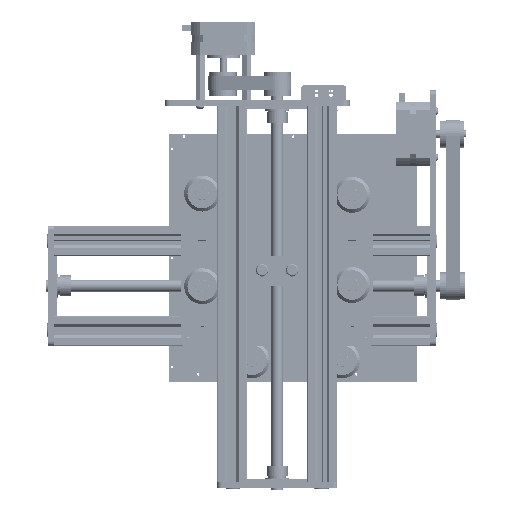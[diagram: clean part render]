
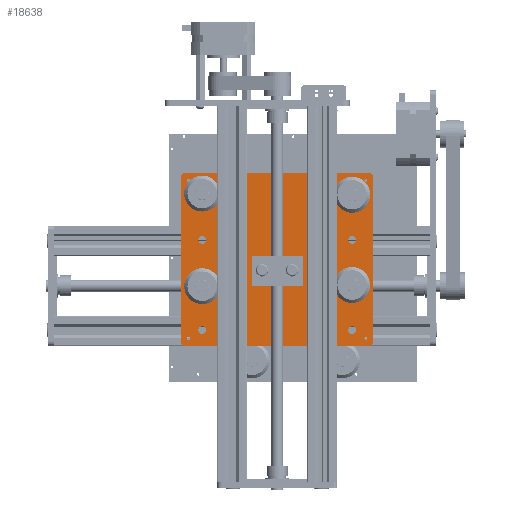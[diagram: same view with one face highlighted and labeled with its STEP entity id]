
A CAD part, front view. The second image highlights one B-rep face of the part: STEP entity #18638.
In plain terms, the highlighted planar face has unit normal (0, -1, 0).
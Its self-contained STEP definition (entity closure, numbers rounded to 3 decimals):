
#1886=FACE_BOUND('',#4506,.T.);
#1887=FACE_BOUND('',#4507,.T.);
#1888=FACE_BOUND('',#4508,.T.);
#1889=FACE_BOUND('',#4509,.T.);
#1890=FACE_BOUND('',#4510,.T.);
#1891=FACE_BOUND('',#4511,.T.);
#1892=FACE_BOUND('',#4512,.T.);
#1893=FACE_BOUND('',#4513,.T.);
#1894=FACE_BOUND('',#4514,.T.);
#1895=FACE_BOUND('',#4515,.T.);
#1896=FACE_BOUND('',#4516,.T.);
#1897=FACE_BOUND('',#4517,.T.);
#1898=FACE_BOUND('',#4518,.T.);
#1899=FACE_BOUND('',#4519,.T.);
#2427=CIRCLE('',#20619,3.);
#2446=CIRCLE('',#20641,3.);
#2447=CIRCLE('',#20643,3.);
#2448=CIRCLE('',#20646,3.);
#2449=CIRCLE('',#20648,2.6);
#2450=CIRCLE('',#20650,2.6);
#2451=CIRCLE('',#20652,3.55);
#2452=CIRCLE('',#20654,3.55);
#2453=CIRCLE('',#20656,2.6);
#2454=CIRCLE('',#20658,2.6);
#2455=CIRCLE('',#20660,2.6);
#2456=CIRCLE('',#20662,2.6);
#2457=CIRCLE('',#20664,2.6);
#2458=CIRCLE('',#20666,2.6);
#2459=CIRCLE('',#20668,1.);
#2460=CIRCLE('',#20670,1.);
#2461=CIRCLE('',#20672,1.);
#2462=CIRCLE('',#20674,1.);
#3307=FACE_OUTER_BOUND('',#4505,.T.);
#4505=EDGE_LOOP('',(#15351,#15352,#15353,#15354,#15355,#15356,#15357,#15358));
#4506=EDGE_LOOP('',(#15359));
#4507=EDGE_LOOP('',(#15360));
#4508=EDGE_LOOP('',(#15361));
#4509=EDGE_LOOP('',(#15362));
#4510=EDGE_LOOP('',(#15363));
#4511=EDGE_LOOP('',(#15364));
#4512=EDGE_LOOP('',(#15365));
#4513=EDGE_LOOP('',(#15366));
#4514=EDGE_LOOP('',(#15367));
#4515=EDGE_LOOP('',(#15368));
#4516=EDGE_LOOP('',(#15369));
#4517=EDGE_LOOP('',(#15370));
#4518=EDGE_LOOP('',(#15371));
#4519=EDGE_LOOP('',(#15372));
#5949=LINE('',#35446,#7474);
#5955=LINE('',#35461,#7480);
#5971=LINE('',#35523,#7496);
#5972=LINE('',#35525,#7497);
#7474=VECTOR('',#24498,10.);
#7480=VECTOR('',#24514,10.);
#7496=VECTOR('',#24592,10.);
#7497=VECTOR('',#24595,10.);
#9074=VERTEX_POINT('',#35394);
#9075=VERTEX_POINT('',#35395);
#9098=VERTEX_POINT('',#35445);
#9099=VERTEX_POINT('',#35449);
#9100=VERTEX_POINT('',#35453);
#9101=VERTEX_POINT('',#35454);
#9102=VERTEX_POINT('',#35459);
#9103=VERTEX_POINT('',#35463);
#9104=VERTEX_POINT('',#35467);
#9105=VERTEX_POINT('',#35471);
#9106=VERTEX_POINT('',#35475);
#9107=VERTEX_POINT('',#35479);
#9108=VERTEX_POINT('',#35483);
#9109=VERTEX_POINT('',#35487);
#9110=VERTEX_POINT('',#35491);
#9111=VERTEX_POINT('',#35495);
#9112=VERTEX_POINT('',#35499);
#9113=VERTEX_POINT('',#35503);
#9114=VERTEX_POINT('',#35507);
#9115=VERTEX_POINT('',#35511);
#9116=VERTEX_POINT('',#35515);
#9117=VERTEX_POINT('',#35519);
#11252=EDGE_CURVE('',#9074,#9075,#2427,.T.);
#11277=EDGE_CURVE('',#9098,#9075,#5949,.T.);
#11279=EDGE_CURVE('',#9098,#9099,#2446,.T.);
#11281=EDGE_CURVE('',#9100,#9101,#2447,.T.);
#11285=EDGE_CURVE('',#9100,#9102,#5955,.T.);
#11286=EDGE_CURVE('',#9103,#9102,#2448,.T.);
#11288=EDGE_CURVE('',#9104,#9104,#2449,.T.);
#11290=EDGE_CURVE('',#9105,#9105,#2450,.T.);
#11292=EDGE_CURVE('',#9106,#9106,#2451,.T.);
#11294=EDGE_CURVE('',#9107,#9107,#2452,.T.);
#11296=EDGE_CURVE('',#9108,#9108,#2453,.T.);
#11298=EDGE_CURVE('',#9109,#9109,#2454,.T.);
#11300=EDGE_CURVE('',#9110,#9110,#2455,.T.);
#11302=EDGE_CURVE('',#9111,#9111,#2456,.T.);
#11304=EDGE_CURVE('',#9112,#9112,#2457,.T.);
#11306=EDGE_CURVE('',#9113,#9113,#2458,.T.);
#11308=EDGE_CURVE('',#9114,#9114,#2459,.T.);
#11310=EDGE_CURVE('',#9115,#9115,#2460,.T.);
#11312=EDGE_CURVE('',#9116,#9116,#2461,.T.);
#11314=EDGE_CURVE('',#9117,#9117,#2462,.T.);
#11316=EDGE_CURVE('',#9074,#9101,#5971,.T.);
#11317=EDGE_CURVE('',#9103,#9099,#5972,.T.);
#15351=ORIENTED_EDGE('',*,*,#11252,.F.);
#15352=ORIENTED_EDGE('',*,*,#11316,.T.);
#15353=ORIENTED_EDGE('',*,*,#11281,.F.);
#15354=ORIENTED_EDGE('',*,*,#11285,.T.);
#15355=ORIENTED_EDGE('',*,*,#11286,.F.);
#15356=ORIENTED_EDGE('',*,*,#11317,.T.);
#15357=ORIENTED_EDGE('',*,*,#11279,.F.);
#15358=ORIENTED_EDGE('',*,*,#11277,.T.);
#15359=ORIENTED_EDGE('',*,*,#11314,.T.);
#15360=ORIENTED_EDGE('',*,*,#11312,.T.);
#15361=ORIENTED_EDGE('',*,*,#11310,.T.);
#15362=ORIENTED_EDGE('',*,*,#11308,.T.);
#15363=ORIENTED_EDGE('',*,*,#11306,.T.);
#15364=ORIENTED_EDGE('',*,*,#11304,.T.);
#15365=ORIENTED_EDGE('',*,*,#11302,.T.);
#15366=ORIENTED_EDGE('',*,*,#11300,.T.);
#15367=ORIENTED_EDGE('',*,*,#11298,.T.);
#15368=ORIENTED_EDGE('',*,*,#11296,.T.);
#15369=ORIENTED_EDGE('',*,*,#11294,.T.);
#15370=ORIENTED_EDGE('',*,*,#11292,.T.);
#15371=ORIENTED_EDGE('',*,*,#11290,.T.);
#15372=ORIENTED_EDGE('',*,*,#11288,.T.);
#17843=PLANE('',#20677);
#18638=ADVANCED_FACE('',(#3307,#1886,#1887,#1888,#1889,#1890,#1891,#1892,
#1893,#1894,#1895,#1896,#1897,#1898,#1899),#17843,.F.);
#20619=AXIS2_PLACEMENT_3D('',#35396,#24450,#24451);
#20641=AXIS2_PLACEMENT_3D('',#35450,#24502,#24503);
#20643=AXIS2_PLACEMENT_3D('',#35455,#24507,#24508);
#20646=AXIS2_PLACEMENT_3D('',#35464,#24517,#24518);
#20648=AXIS2_PLACEMENT_3D('',#35468,#24522,#24523);
#20650=AXIS2_PLACEMENT_3D('',#35472,#24527,#24528);
#20652=AXIS2_PLACEMENT_3D('',#35476,#24532,#24533);
#20654=AXIS2_PLACEMENT_3D('',#35480,#24537,#24538);
#20656=AXIS2_PLACEMENT_3D('',#35484,#24542,#24543);
#20658=AXIS2_PLACEMENT_3D('',#35488,#24547,#24548);
#20660=AXIS2_PLACEMENT_3D('',#35492,#24552,#24553);
#20662=AXIS2_PLACEMENT_3D('',#35496,#24557,#24558);
#20664=AXIS2_PLACEMENT_3D('',#35500,#24562,#24563);
#20666=AXIS2_PLACEMENT_3D('',#35504,#24567,#24568);
#20668=AXIS2_PLACEMENT_3D('',#35508,#24572,#24573);
#20670=AXIS2_PLACEMENT_3D('',#35512,#24577,#24578);
#20672=AXIS2_PLACEMENT_3D('',#35516,#24582,#24583);
#20674=AXIS2_PLACEMENT_3D('',#35520,#24587,#24588);
#20677=AXIS2_PLACEMENT_3D('',#35526,#24596,#24597);
#24450=DIRECTION('center_axis',(0.,1.,0.));
#24451=DIRECTION('ref_axis',(0.707,0.,-0.707));
#24498=DIRECTION('',(1.,0.,0.));
#24502=DIRECTION('center_axis',(0.,1.,0.));
#24503=DIRECTION('ref_axis',(-0.707,0.,-0.707));
#24507=DIRECTION('center_axis',(0.,1.,0.));
#24508=DIRECTION('ref_axis',(0.707,0.,0.707));
#24514=DIRECTION('',(-1.,0.,0.));
#24517=DIRECTION('center_axis',(0.,1.,0.));
#24518=DIRECTION('ref_axis',(-0.707,0.,0.707));
#24522=DIRECTION('center_axis',(0.,1.,0.));
#24523=DIRECTION('ref_axis',(1.,0.,0.));
#24527=DIRECTION('center_axis',(0.,1.,0.));
#24528=DIRECTION('ref_axis',(1.,0.,0.));
#24532=DIRECTION('center_axis',(0.,1.,0.));
#24533=DIRECTION('ref_axis',(1.,0.,0.));
#24537=DIRECTION('center_axis',(0.,1.,0.));
#24538=DIRECTION('ref_axis',(1.,0.,0.));
#24542=DIRECTION('center_axis',(0.,1.,0.));
#24543=DIRECTION('ref_axis',(1.,0.,0.));
#24547=DIRECTION('center_axis',(0.,1.,0.));
#24548=DIRECTION('ref_axis',(1.,0.,0.));
#24552=DIRECTION('center_axis',(0.,1.,0.));
#24553=DIRECTION('ref_axis',(1.,0.,0.));
#24557=DIRECTION('center_axis',(0.,1.,0.));
#24558=DIRECTION('ref_axis',(1.,0.,0.));
#24562=DIRECTION('center_axis',(0.,1.,0.));
#24563=DIRECTION('ref_axis',(1.,0.,0.));
#24567=DIRECTION('center_axis',(0.,1.,0.));
#24568=DIRECTION('ref_axis',(1.,0.,0.));
#24572=DIRECTION('center_axis',(0.,1.,0.));
#24573=DIRECTION('ref_axis',(1.,0.,0.));
#24577=DIRECTION('center_axis',(0.,1.,0.));
#24578=DIRECTION('ref_axis',(1.,0.,0.));
#24582=DIRECTION('center_axis',(0.,1.,0.));
#24583=DIRECTION('ref_axis',(1.,0.,0.));
#24587=DIRECTION('center_axis',(0.,1.,0.));
#24588=DIRECTION('ref_axis',(1.,0.,0.));
#24592=DIRECTION('',(0.,0.,1.));
#24595=DIRECTION('',(0.,0.,-1.));
#24596=DIRECTION('center_axis',(0.,1.,0.));
#24597=DIRECTION('ref_axis',(1.,0.,0.));
#35394=CARTESIAN_POINT('',(64.,22.44,218.741));
#35395=CARTESIAN_POINT('',(61.,22.44,215.741));
#35396=CARTESIAN_POINT('Origin',(61.,22.44,218.741));
#35445=CARTESIAN_POINT('',(-61.,22.44,215.741));
#35446=CARTESIAN_POINT('',(-64.,22.44,215.741));
#35449=CARTESIAN_POINT('',(-64.,22.44,218.741));
#35450=CARTESIAN_POINT('Origin',(-61.,22.44,218.741));
#35453=CARTESIAN_POINT('',(61.,22.44,330.741));
#35454=CARTESIAN_POINT('',(64.,22.44,327.741));
#35455=CARTESIAN_POINT('Origin',(61.,22.44,327.741));
#35459=CARTESIAN_POINT('',(-61.,22.44,330.741));
#35461=CARTESIAN_POINT('',(64.,22.44,330.741));
#35463=CARTESIAN_POINT('',(-64.,22.44,327.741));
#35464=CARTESIAN_POINT('Origin',(-61.,22.44,327.741));
#35467=CARTESIAN_POINT('',(-52.45,22.44,255.951));
#35468=CARTESIAN_POINT('Origin',(-49.85,22.44,255.951));
#35471=CARTESIAN_POINT('',(-52.45,22.44,316.591));
#35472=CARTESIAN_POINT('Origin',(-49.85,22.44,316.591));
#35475=CARTESIAN_POINT('',(46.3,22.44,316.591));
#35476=CARTESIAN_POINT('Origin',(49.85,22.44,316.591));
#35479=CARTESIAN_POINT('',(46.3,22.44,255.951));
#35480=CARTESIAN_POINT('Origin',(49.85,22.44,255.951));
#35483=CARTESIAN_POINT('',(47.25,22.44,286.271));
#35484=CARTESIAN_POINT('Origin',(49.85,22.44,286.271));
#35487=CARTESIAN_POINT('',(-52.45,22.44,286.271));
#35488=CARTESIAN_POINT('Origin',(-49.85,22.44,286.271));
#35491=CARTESIAN_POINT('',(47.25,22.44,226.271));
#35492=CARTESIAN_POINT('Origin',(49.85,22.44,226.271));
#35495=CARTESIAN_POINT('',(-52.45,22.44,226.271));
#35496=CARTESIAN_POINT('Origin',(-49.85,22.44,226.271));
#35499=CARTESIAN_POINT('',(7.4,22.44,265.951));
#35500=CARTESIAN_POINT('Origin',(10.,22.44,265.951));
#35503=CARTESIAN_POINT('',(-12.6,22.44,265.951));
#35504=CARTESIAN_POINT('Origin',(-10.,22.44,265.951));
#35507=CARTESIAN_POINT('',(-60.,22.44,220.741));
#35508=CARTESIAN_POINT('Origin',(-59.,22.44,220.741));
#35511=CARTESIAN_POINT('',(58.,22.44,220.741));
#35512=CARTESIAN_POINT('Origin',(59.,22.44,220.741));
#35515=CARTESIAN_POINT('',(-60.,22.44,325.741));
#35516=CARTESIAN_POINT('Origin',(-59.,22.44,325.741));
#35519=CARTESIAN_POINT('',(58.,22.44,325.741));
#35520=CARTESIAN_POINT('Origin',(59.,22.44,325.741));
#35523=CARTESIAN_POINT('',(64.,22.44,215.741));
#35525=CARTESIAN_POINT('',(-64.,22.44,330.741));
#35526=CARTESIAN_POINT('Origin',(0.,22.44,273.241));
